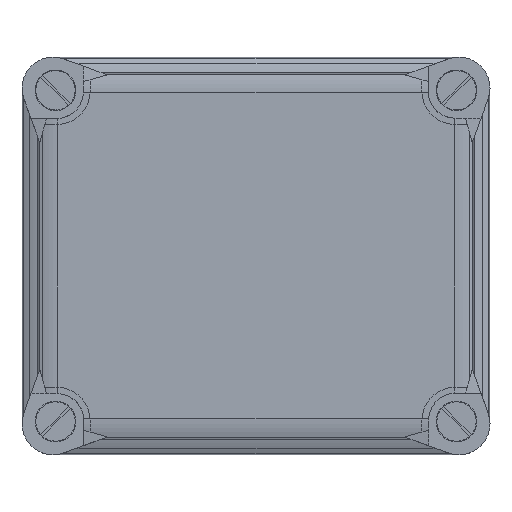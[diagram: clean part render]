
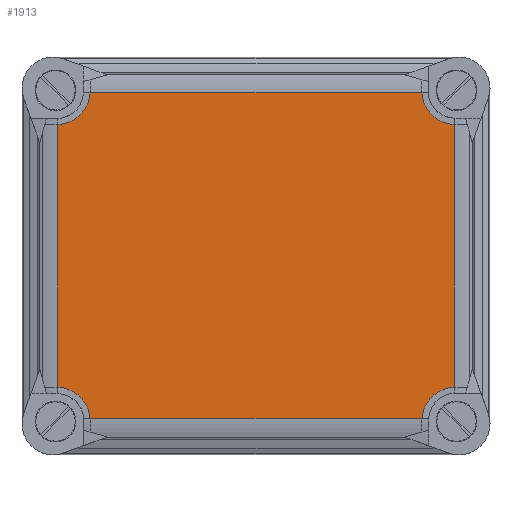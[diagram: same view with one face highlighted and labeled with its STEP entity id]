
A CAD part, top view. The second image highlights one B-rep face of the part: STEP entity #1913.
In plain terms, the highlighted planar face has unit normal (0, 0, 1).
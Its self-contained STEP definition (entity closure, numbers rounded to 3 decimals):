
#1913=ADVANCED_FACE('',(#4761),#4762,.F.);
#4761=FACE_OUTER_BOUND('',#8656,.T.);
#4762=PLANE('',#8657);
#8656=EDGE_LOOP('',(#14607,#14608,#14609,#14610,#14611,#14612,#14613,#14614));
#8657=AXIS2_PLACEMENT_3D('',#14615,#14616,#14617);
#14607=ORIENTED_EDGE('',*,*,#24079,.T.);
#14608=ORIENTED_EDGE('',*,*,#24154,.T.);
#14609=ORIENTED_EDGE('',*,*,#24087,.T.);
#14610=ORIENTED_EDGE('',*,*,#24177,.T.);
#14611=ORIENTED_EDGE('',*,*,#23938,.T.);
#14612=ORIENTED_EDGE('',*,*,#24180,.T.);
#14613=ORIENTED_EDGE('',*,*,#24126,.T.);
#14614=ORIENTED_EDGE('',*,*,#24185,.F.);
#14615=CARTESIAN_POINT('',(-96.5,82.0,107.0));
#14616=DIRECTION('',(0.0,0.,-1.0));
#14617=DIRECTION('',(0.0,1.0,0.));
#23938=EDGE_CURVE('',#28943,#28940,#28944,.T.);
#24079=EDGE_CURVE('',#29153,#29156,#29158,.T.);
#24087=EDGE_CURVE('',#29164,#29167,#29169,.T.);
#24126=EDGE_CURVE('',#29218,#29220,#29222,.T.);
#24154=EDGE_CURVE('',#29156,#29164,#29258,.T.);
#24177=EDGE_CURVE('',#29167,#28943,#29286,.T.);
#24180=EDGE_CURVE('',#28940,#29218,#29289,.T.);
#24185=EDGE_CURVE('',#29153,#29220,#29294,.T.);
#28940=VERTEX_POINT('',#36583);
#28943=VERTEX_POINT('',#36605);
#28944=CIRCLE('',#36606,13.6);
#29153=VERTEX_POINT('',#37191);
#29156=VERTEX_POINT('',#37212);
#29158=CIRCLE('',#37233,13.6);
#29164=VERTEX_POINT('',#37240);
#29167=VERTEX_POINT('',#37262);
#29169=CIRCLE('',#37281,13.6);
#29218=VERTEX_POINT('',#37379);
#29220=VERTEX_POINT('',#37400);
#29222=CIRCLE('',#37419,13.6);
#29258=LINE('',#37507,#37508);
#29286=LINE('',#37625,#37626);
#29289=LINE('',#37629,#37630);
#29294=LINE('',#37663,#37664);
#36583=CARTESIAN_POINT('',(-28.037,149.2,107.0));
#36605=CARTESIAN_POINT('',(-14.8,136.205,107.0));
#36606=AXIS2_PLACEMENT_3D('',#45898,#45899,#45900);
#37191=CARTESIAN_POINT('',(-178.2,27.795,107.0));
#37212=CARTESIAN_POINT('',(-164.963,14.8,107.0));
#37233=AXIS2_PLACEMENT_3D('',#46031,#46032,#46033);
#37240=CARTESIAN_POINT('',(-28.037,14.8,107.0));
#37262=CARTESIAN_POINT('',(-14.8,27.795,107.0));
#37281=AXIS2_PLACEMENT_3D('',#46041,#46042,#46043);
#37379=CARTESIAN_POINT('',(-164.963,149.2,107.0));
#37400=CARTESIAN_POINT('',(-178.2,136.205,107.0));
#37419=AXIS2_PLACEMENT_3D('',#46080,#46081,#46082);
#37507=CARTESIAN_POINT('',(-96.5,14.8,107.0));
#37508=VECTOR('',#46110,1.0);
#37625=CARTESIAN_POINT('',(-14.8,82.0,107.0));
#37626=VECTOR('',#46131,1.0);
#37629=CARTESIAN_POINT('',(-96.5,149.2,107.0));
#37630=VECTOR('',#46135,1.0);
#37663=CARTESIAN_POINT('',(-178.2,82.0,107.0));
#37664=VECTOR('',#46137,1.0);
#45898=CARTESIAN_POINT('',(-14.45,149.8,107.0));
#45899=DIRECTION('',(0.0,0.,-1.0));
#45900=DIRECTION('',(1.0,0.0,0.0));
#46031=CARTESIAN_POINT('',(-178.55,14.2,107.0));
#46032=DIRECTION('',(0.0,0.,-1.0));
#46033=DIRECTION('',(1.0,0.0,0.0));
#46041=CARTESIAN_POINT('',(-14.45,14.2,107.0));
#46042=DIRECTION('',(0.0,0.,-1.0));
#46043=DIRECTION('',(1.0,0.0,0.0));
#46080=CARTESIAN_POINT('',(-178.55,149.8,107.0));
#46081=DIRECTION('',(0.0,0.,-1.0));
#46082=DIRECTION('',(1.0,0.0,0.0));
#46110=DIRECTION('',(1.0,0.,0.));
#46131=DIRECTION('',(0.0,1.0,0.));
#46135=DIRECTION('',(-1.0,0.,0.));
#46137=DIRECTION('',(0.0,1.0,0.));
